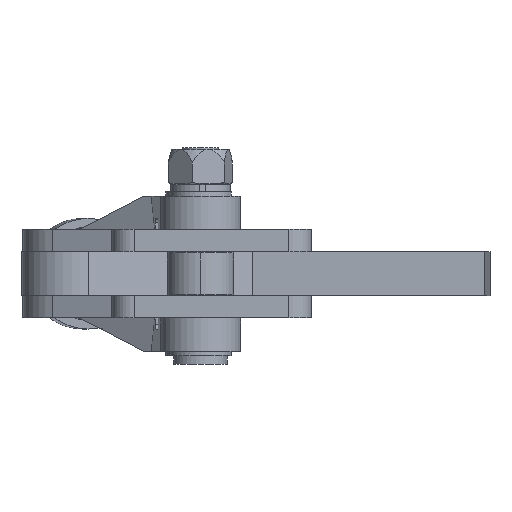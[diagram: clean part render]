
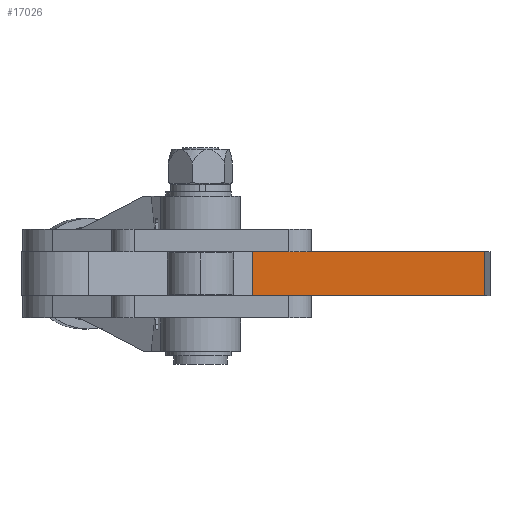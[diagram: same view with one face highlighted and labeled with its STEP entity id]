
A CAD part, front view. The second image highlights one B-rep face of the part: STEP entity #17026.
In plain terms, the highlighted face is planar.
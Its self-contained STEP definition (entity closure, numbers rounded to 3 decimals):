
#119 = CARTESIAN_POINT ( 'NONE',  ( 259.301, 1923.175, 10. ) ) ;
#123 = PLANE ( 'NONE',  #27936 ) ;
#125 = DIRECTION ( 'NONE',  ( 0.134, 0.991, 0. ) ) ;
#126 = DIRECTION ( 'NONE',  ( -0.991, 0.134, 0. ) ) ;
#11066 = ORIENTED_EDGE ( 'NONE', *, *, #14564, .F. ) ;
#11067 = ORIENTED_EDGE ( 'NONE', *, *, #14565, .F. ) ;
#11068 = ORIENTED_EDGE ( 'NONE', *, *, #14566, .T. ) ;
#11069 = ORIENTED_EDGE ( 'NONE', *, *, #14562, .T. ) ;
#14310 = EDGE_LOOP ( 'NONE', ( #11066, #11067, #11068, #11069 ) ) ;
#14562 = EDGE_CURVE ( 'NONE', #15710, #15336, #24253, .T. ) ;
#14564 = EDGE_CURVE ( 'NONE', #15527, #15336, #24257, .T. ) ;
#14565 = EDGE_CURVE ( 'NONE', #15698, #15527, #24259, .T. ) ;
#14566 = EDGE_CURVE ( 'NONE', #15698, #15710, #24255, .T. ) ;
#15336 = VERTEX_POINT ( 'NONE', #25933 ) ;
#15527 = VERTEX_POINT ( 'NONE', #26110 ) ;
#15698 = VERTEX_POINT ( 'NONE', #26288 ) ;
#15710 = VERTEX_POINT ( 'NONE', #26300 ) ;
#17026 = ADVANCED_FACE ( 'NONE', ( #24857 ), #123, .T. ) ;
#23828 = CARTESIAN_POINT ( 'NONE',  ( 259.301, 1923.175, 10. ) ) ;
#23833 = CARTESIAN_POINT ( 'NONE',  ( 1916.57, 1699.725, 10. ) ) ;
#23835 = DIRECTION ( 'NONE',  ( 0., 0., -1. ) ) ;
#23837 = CARTESIAN_POINT ( 'NONE',  ( 259.301, 1923.175, 0. ) ) ;
#23838 = DIRECTION ( 'NONE',  ( 0.991, -0.134, 0. ) ) ;
#23839 = CARTESIAN_POINT ( 'NONE',  ( 1864.57, 1706.737, 10. ) ) ;
#23840 = DIRECTION ( 'NONE',  ( 0., 0., -1. ) ) ;
#23841 = DIRECTION ( 'NONE',  ( 0.991, -0.134, 0. ) ) ;
#24253 = LINE ( 'NONE', #23833, #24256 ) ;
#24255 = LINE ( 'NONE', #23828, #24264 ) ;
#24256 = VECTOR ( 'NONE', #23835, 1000. ) ;
#24257 = LINE ( 'NONE', #23837, #24260 ) ;
#24259 = LINE ( 'NONE', #23839, #24262 ) ;
#24260 = VECTOR ( 'NONE', #23838, 1000. ) ;
#24262 = VECTOR ( 'NONE', #23840, 1000. ) ;
#24264 = VECTOR ( 'NONE', #23841, 1000. ) ;
#24857 = FACE_OUTER_BOUND ( 'NONE', #14310, .T. ) ;
#25933 = CARTESIAN_POINT ( 'NONE',  ( 1916.57, 1699.725, 0. ) ) ;
#26110 = CARTESIAN_POINT ( 'NONE',  ( 1864.57, 1706.737, 0. ) ) ;
#26288 = CARTESIAN_POINT ( 'NONE',  ( 1864.57, 1706.737, 10. ) ) ;
#26300 = CARTESIAN_POINT ( 'NONE',  ( 1916.57, 1699.725, 10. ) ) ;
#27936 = AXIS2_PLACEMENT_3D ( 'NONE', #119, #125, #126 ) ;
